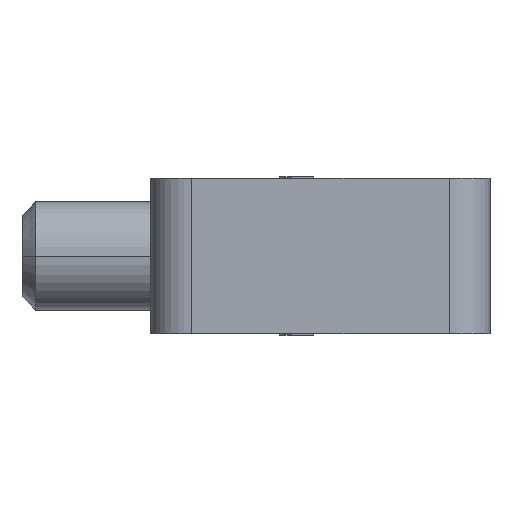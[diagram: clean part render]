
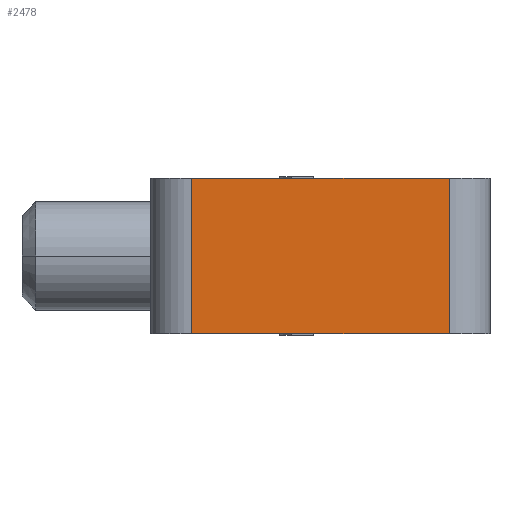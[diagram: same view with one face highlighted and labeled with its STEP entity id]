
A CAD part, left-side view. The second image highlights one B-rep face of the part: STEP entity #2478.
In plain terms, the highlighted planar face has unit normal (-1, 0, 0).
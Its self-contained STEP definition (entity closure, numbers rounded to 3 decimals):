
#2458=AXIS2_PLACEMENT_3D('Plane Axis2P3D',#2455,#2456,#2457) ;
#1930=CARTESIAN_POINT('Vertex',(-33.,22.7,77.25)) ;
#1933=CARTESIAN_POINT('Line Origine',(-33.,32.2,77.25)) ;
#1937=CARTESIAN_POINT('Vertex',(-33.,41.7,77.25)) ;
#2433=CARTESIAN_POINT('Vertex',(-33.,22.7,88.75)) ;
#2436=CARTESIAN_POINT('Line Origine',(-33.,22.7,83.)) ;
#2455=CARTESIAN_POINT('Axis2P3D Location',(-33.,41.7,0.)) ;
#2460=CARTESIAN_POINT('Line Origine',(-33.,32.2,88.75)) ;
#2464=CARTESIAN_POINT('Vertex',(-33.,41.7,88.75)) ;
#2467=CARTESIAN_POINT('Line Origine',(-33.,41.7,83.)) ;
#1934=DIRECTION('Vector Direction',(0.,-1.,0.)) ;
#2437=DIRECTION('Vector Direction',(0.,0.,1.)) ;
#2456=DIRECTION('Axis2P3D Direction',(1.,0.,0.)) ;
#2457=DIRECTION('Axis2P3D XDirection',(0.,-1.,0.)) ;
#2461=DIRECTION('Vector Direction',(0.,-1.,0.)) ;
#2468=DIRECTION('Vector Direction',(0.,0.,-1.)) ;
#1935=VECTOR('Line Direction',#1934,1.) ;
#2438=VECTOR('Line Direction',#2437,1.) ;
#2462=VECTOR('Line Direction',#2461,1.) ;
#2469=VECTOR('Line Direction',#2468,1.) ;
#2473=ORIENTED_EDGE('',*,*,#1939,.T.) ;
#2474=ORIENTED_EDGE('',*,*,#2440,.F.) ;
#2475=ORIENTED_EDGE('',*,*,#2466,.F.) ;
#2476=ORIENTED_EDGE('',*,*,#2471,.T.) ;
#2478=ADVANCED_FACE('Terminali anteriori per cavi FCCu superiori',(#2477),#2459,.F.) ;
#1939=EDGE_CURVE('',#1938,#1931,#1936,.T.) ;
#2440=EDGE_CURVE('',#2434,#1931,#2439,.F.) ;
#2466=EDGE_CURVE('',#2465,#2434,#2463,.T.) ;
#2471=EDGE_CURVE('',#2465,#1938,#2470,.T.) ;
#2472=EDGE_LOOP('',(#2473,#2474,#2475,#2476)) ;
#2477=FACE_OUTER_BOUND('',#2472,.T.) ;
#1936=LINE('Line',#1933,#1935) ;
#2439=LINE('Line',#2436,#2438) ;
#2463=LINE('Line',#2460,#2462) ;
#2470=LINE('Line',#2467,#2469) ;
#2459=PLANE('',#2458) ;
#1931=VERTEX_POINT('',#1930) ;
#1938=VERTEX_POINT('',#1937) ;
#2434=VERTEX_POINT('',#2433) ;
#2465=VERTEX_POINT('',#2464) ;
